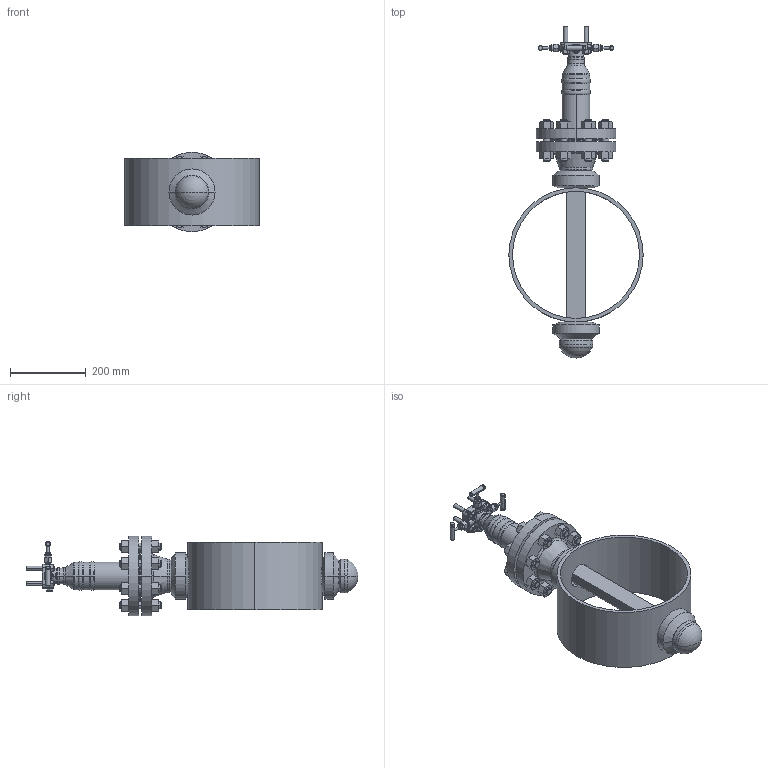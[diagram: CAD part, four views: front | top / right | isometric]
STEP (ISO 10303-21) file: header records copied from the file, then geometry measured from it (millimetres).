
FILE_DESCRIPTION((''),'2;1');
FILE_NAME('GC-485L140ZCHFS3A3D03_SW0001','2014-10-29T',('johnarm'),('Rosemount Measurement Division'),'PRO/ENGINEER BY PARAMETRIC TECHNOLOGY CORPORATION, 2013430','PRO/ENGINEER BY PARAMETRIC TECHNOLOGY CORPORATION, 2013430','');
FILE_SCHEMA(('CONFIG_CONTROL_DESIGN'));
Length unit declared in the file: inch
Products named in the file (1): GC-485L140ZCHFS3A3D03_SW0001
Bounding box: 355.6 x 879.48 x 209.55 mm (x, y, z)
Surface area: 989552.1 mm2 (no closed solid volume)
Topology: 0 solids, 74 shells, 865 faces, 2471 edges, 1667 vertices
Faces by surface type: cone 313, plane 283, cylinder 189, torus 63, bspline 9, sphere 8
Entity records: 32134 total; most frequent: CARTESIAN_POINT 10586, DIRECTION 4463, ORIENTED_EDGE 4147, EDGE_CURVE 2467, AXIS2_PLACEMENT_3D 1895, VERTEX_POINT 1667, CIRCLE 1039, EDGE_LOOP 974
